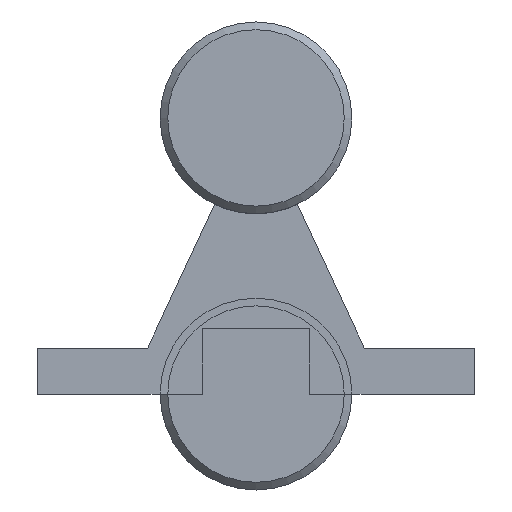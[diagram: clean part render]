
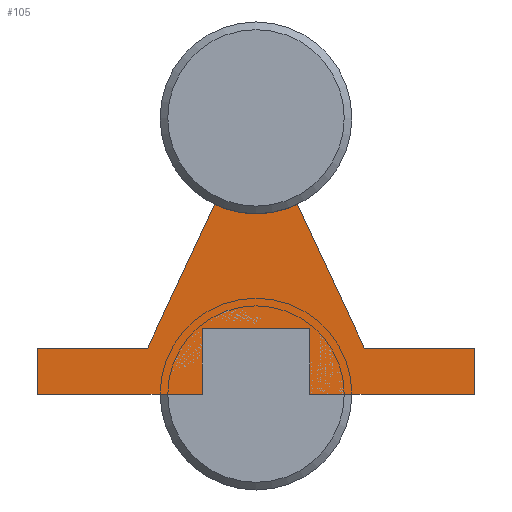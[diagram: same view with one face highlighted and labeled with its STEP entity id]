
A CAD part, front view. The second image highlights one B-rep face of the part: STEP entity #105.
In plain terms, the highlighted planar face has unit normal (0, -1, 0).
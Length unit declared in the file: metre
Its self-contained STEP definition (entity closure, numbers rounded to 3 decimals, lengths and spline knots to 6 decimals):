
#105 = ADVANCED_FACE( '', ( #221 ), #222, .T. );
#221 = FACE_OUTER_BOUND( '', #333, .T. );
#222 = PLANE( '', #334 );
#333 = EDGE_LOOP( '', ( #524, #525, #526, #527, #528, #529, #530, #531, #532, #533, #534, #535 ) );
#334 = AXIS2_PLACEMENT_3D( '', #536, #537, #538 );
#524 = ORIENTED_EDGE( '', *, *, #629, .F. );
#525 = ORIENTED_EDGE( '', *, *, #609, .T. );
#526 = ORIENTED_EDGE( '', *, *, #581, .T. );
#527 = ORIENTED_EDGE( '', *, *, #620, .T. );
#528 = ORIENTED_EDGE( '', *, *, #568, .F. );
#529 = ORIENTED_EDGE( '', *, *, #637, .F. );
#530 = ORIENTED_EDGE( '', *, *, #600, .F. );
#531 = ORIENTED_EDGE( '', *, *, #622, .F. );
#532 = ORIENTED_EDGE( '', *, *, #612, .F. );
#533 = ORIENTED_EDGE( '', *, *, #635, .F. );
#534 = ORIENTED_EDGE( '', *, *, #589, .F. );
#535 = ORIENTED_EDGE( '', *, *, #625, .F. );
#536 = CARTESIAN_POINT( '', ( 0., 0., 0.036 ) );
#537 = DIRECTION( '', ( 0., -1., 0. ) );
#538 = DIRECTION( '', ( 0., 0., -1. ) );
#568 = EDGE_CURVE( '', #658, #654, #660, .T. );
#581 = EDGE_CURVE( '', #683, #681, #684, .T. );
#589 = EDGE_CURVE( '', #695, #696, #697, .T. );
#600 = EDGE_CURVE( '', #714, #715, #716, .T. );
#609 = EDGE_CURVE( '', #730, #683, #731, .T. );
#612 = EDGE_CURVE( '', #734, #735, #736, .T. );
#620 = EDGE_CURVE( '', #681, #654, #747, .T. );
#622 = EDGE_CURVE( '', #735, #714, #749, .T. );
#625 = EDGE_CURVE( '', #752, #695, #753, .T. );
#629 = EDGE_CURVE( '', #730, #752, #758, .T. );
#635 = EDGE_CURVE( '', #696, #734, #764, .T. );
#637 = EDGE_CURVE( '', #715, #658, #766, .T. );
#654 = VERTEX_POINT( '', #791 );
#658 = VERTEX_POINT( '', #797 );
#660 = LINE( '', #800, #801 );
#681 = VERTEX_POINT( '', #961 );
#683 = VERTEX_POINT( '', #964 );
#684 = LINE( '', #965, #966 );
#695 = VERTEX_POINT( '', #1047 );
#696 = VERTEX_POINT( '', #1048 );
#697 = LINE( '', #1049, #1050 );
#714 = VERTEX_POINT( '', #1070 );
#715 = VERTEX_POINT( '', #1071 );
#716 = LINE( '', #1072, #1073 );
#730 = VERTEX_POINT( '', #1091 );
#731 = LINE( '', #1092, #1093 );
#734 = VERTEX_POINT( '', #1097 );
#735 = VERTEX_POINT( '', #1098 );
#736 = CIRCLE( '', #1099, 0.0125 );
#747 = LINE( '', #1113, #1114 );
#749 = LINE( '', #1116, #1117 );
#752 = VERTEX_POINT( '', #1121 );
#753 = LINE( '', #1122, #1123 );
#758 = LINE( '', #1130, #1131 );
#764 = LINE( '', #1140, #1141 );
#766 = LINE( '', #1143, #1144 );
#791 = CARTESIAN_POINT( '', ( 0.007, 0., 0. ) );
#797 = CARTESIAN_POINT( '', ( 0.0285, 0., 0. ) );
#800 = CARTESIAN_POINT( '', ( 0.0285, 0., 0. ) );
#801 = VECTOR( '', #1156, 1. );
#961 = CARTESIAN_POINT( '', ( 0.007, 0., 0.0085 ) );
#964 = CARTESIAN_POINT( '', ( -0.007, 0., 0.0085 ) );
#965 = CARTESIAN_POINT( '', ( -0.007, 0., 0.0085 ) );
#966 = VECTOR( '', #1174, 1. );
#1047 = CARTESIAN_POINT( '', ( -0.0285, 0., 0.006 ) );
#1048 = CARTESIAN_POINT( '', ( -0.014132, 0., 0.006 ) );
#1049 = CARTESIAN_POINT( '', ( -0.0285, 0., 0.006 ) );
#1050 = VECTOR( '', #1182, 1. );
#1070 = CARTESIAN_POINT( '', ( 0.014132, 0., 0.006 ) );
#1071 = CARTESIAN_POINT( '', ( 0.0285, 0., 0.006 ) );
#1072 = CARTESIAN_POINT( '', ( 0.0285, 0., 0.006 ) );
#1073 = VECTOR( '', #1198, 1. );
#1091 = CARTESIAN_POINT( '', ( -0.007, 0., 0. ) );
#1092 = CARTESIAN_POINT( '', ( -0.007, 0., 0. ) );
#1093 = VECTOR( '', #1209, 1. );
#1097 = CARTESIAN_POINT( '', ( -0.0054, 0., 0.024727 ) );
#1098 = CARTESIAN_POINT( '', ( 0.0054, 0., 0.024727 ) );
#1099 = AXIS2_PLACEMENT_3D( '', #1211, #1212, #1213 );
#1113 = CARTESIAN_POINT( '', ( 0.007, 0., 0.0085 ) );
#1114 = VECTOR( '', #1223, 1. );
#1116 = CARTESIAN_POINT( '', ( 0.014132, 0., 0.006 ) );
#1117 = VECTOR( '', #1224, 1. );
#1121 = CARTESIAN_POINT( '', ( -0.0285, 0., 0. ) );
#1122 = CARTESIAN_POINT( '', ( -0.0285, 0., 0. ) );
#1123 = VECTOR( '', #1226, 1. );
#1130 = CARTESIAN_POINT( '', ( 0.0285, 0., 0. ) );
#1131 = VECTOR( '', #1229, 1. );
#1140 = CARTESIAN_POINT( '', ( -0.014132, 0., 0.006 ) );
#1141 = VECTOR( '', #1233, 1. );
#1143 = CARTESIAN_POINT( '', ( 0.0285, 0., 0. ) );
#1144 = VECTOR( '', #1234, 1. );
#1156 = DIRECTION( '', ( -1., 0., 0. ) );
#1174 = DIRECTION( '', ( 1., 0., 0. ) );
#1182 = DIRECTION( '', ( 1., 0., 0. ) );
#1198 = DIRECTION( '', ( 1., 0., 0. ) );
#1209 = DIRECTION( '', ( 0., 0., 1. ) );
#1211 = CARTESIAN_POINT( '', ( 0., 0., 0.036 ) );
#1212 = DIRECTION( '', ( 0., -1., 0. ) );
#1213 = DIRECTION( '', ( 1., 0., 0. ) );
#1223 = DIRECTION( '', ( 0., 0., -1. ) );
#1224 = DIRECTION( '', ( 0.423, 0., -0.906 ) );
#1226 = DIRECTION( '', ( 0., 0., 1. ) );
#1229 = DIRECTION( '', ( -1., 0., 0. ) );
#1233 = DIRECTION( '', ( 0.423, 0., 0.906 ) );
#1234 = DIRECTION( '', ( 0., 0., -1. ) );
